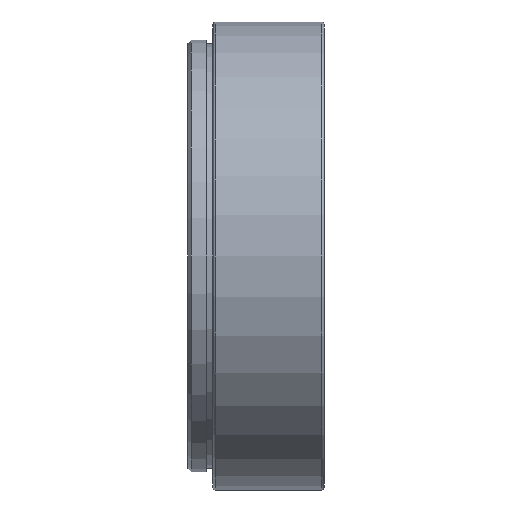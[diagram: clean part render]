
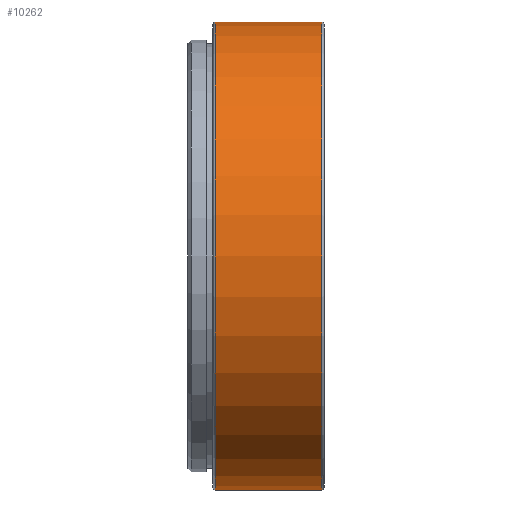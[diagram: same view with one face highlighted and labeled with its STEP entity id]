
A CAD part, left-side view. The second image highlights one B-rep face of the part: STEP entity #10262.
In plain terms, the highlighted cylindrical face has radius 28 mm (diameter 56 mm), a partial arc.
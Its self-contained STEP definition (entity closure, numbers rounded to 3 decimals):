
#820 = FACE_OUTER_BOUND ( 'NONE', #4355, .T. ) ;
#1141 = ORIENTED_EDGE ( 'NONE', *, *, #21567, .F. ) ;
#2486 = VERTEX_POINT ( 'NONE', #3031 ) ;
#3031 = CARTESIAN_POINT ( 'NONE',  ( -11.972, -3.308, 28. ) ) ;
#3233 = LINE ( 'NONE', #22036, #20590 ) ;
#4355 = EDGE_LOOP ( 'NONE', ( #1141, #7145, #8412, #8273 ) ) ;
#4649 = CARTESIAN_POINT ( 'NONE',  ( -11.972, 9.392, -28. ) ) ;
#5549 = DIRECTION ( 'NONE',  ( 0., -1., 0. ) ) ;
#6104 = DIRECTION ( 'NONE',  ( 0., -1., 0. ) ) ;
#6150 = CIRCLE ( 'NONE', #6521, 28. ) ;
#6468 = EDGE_CURVE ( 'NONE', #7518, #9765, #6150, .T. ) ;
#6521 = AXIS2_PLACEMENT_3D ( 'NONE', #9390, #16750, #14922 ) ;
#6852 = DIRECTION ( 'NONE',  ( 0., 1., 0. ) ) ;
#7145 = ORIENTED_EDGE ( 'NONE', *, *, #6468, .T. ) ;
#7518 = VERTEX_POINT ( 'NONE', #12853 ) ;
#8032 = DIRECTION ( 'NONE',  ( 0., 0., -1. ) ) ;
#8273 = ORIENTED_EDGE ( 'NONE', *, *, #13645, .T. ) ;
#8412 = ORIENTED_EDGE ( 'NONE', *, *, #21296, .T. ) ;
#9390 = CARTESIAN_POINT ( 'NONE',  ( -11.972, 9.392, 0. ) ) ;
#9765 = VERTEX_POINT ( 'NONE', #4649 ) ;
#10262 = ADVANCED_FACE ( 'NONE', ( #820 ), #15508, .T. ) ;
#10782 = CARTESIAN_POINT ( 'NONE',  ( -11.972, -3.308, -28. ) ) ;
#12372 = AXIS2_PLACEMENT_3D ( 'NONE', #23389, #6852, #14213 ) ;
#12730 = DIRECTION ( 'NONE',  ( 0., -1., 0. ) ) ;
#12853 = CARTESIAN_POINT ( 'NONE',  ( -11.972, 9.392, 28. ) ) ;
#13645 = EDGE_CURVE ( 'NONE', #14081, #2486, #21236, .T. ) ;
#14081 = VERTEX_POINT ( 'NONE', #10782 ) ;
#14213 = DIRECTION ( 'NONE',  ( 0., 0., 1. ) ) ;
#14922 = DIRECTION ( 'NONE',  ( 0., 0., 1. ) ) ;
#15138 = CARTESIAN_POINT ( 'NONE',  ( -11.972, 9.692, 0. ) ) ;
#15508 = CYLINDRICAL_SURFACE ( 'NONE', #18372, 28. ) ;
#16750 = DIRECTION ( 'NONE',  ( 0., -1., 0. ) ) ;
#16760 = VECTOR ( 'NONE', #5549, 1000. ) ;
#18372 = AXIS2_PLACEMENT_3D ( 'NONE', #15138, #6104, #8032 ) ;
#20590 = VECTOR ( 'NONE', #12730, 1000. ) ;
#21236 = CIRCLE ( 'NONE', #12372, 28. ) ;
#21296 = EDGE_CURVE ( 'NONE', #9765, #14081, #3233, .T. ) ;
#21567 = EDGE_CURVE ( 'NONE', #7518, #2486, #22072, .T. ) ;
#22036 = CARTESIAN_POINT ( 'NONE',  ( -11.972, 9.692, -28. ) ) ;
#22072 = LINE ( 'NONE', #22435, #16760 ) ;
#22435 = CARTESIAN_POINT ( 'NONE',  ( -11.972, 9.692, 28. ) ) ;
#23389 = CARTESIAN_POINT ( 'NONE',  ( -11.972, -3.308, 0. ) ) ;
